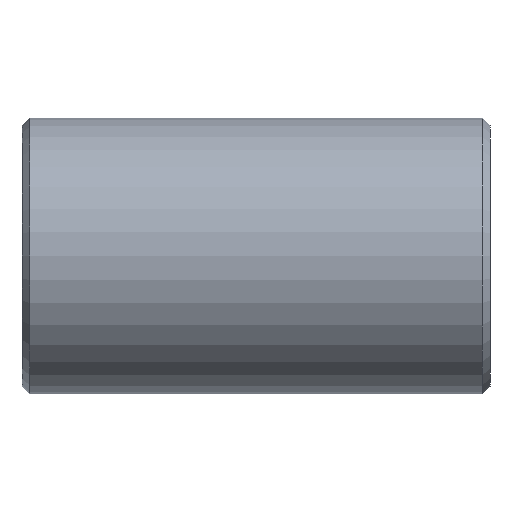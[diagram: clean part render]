
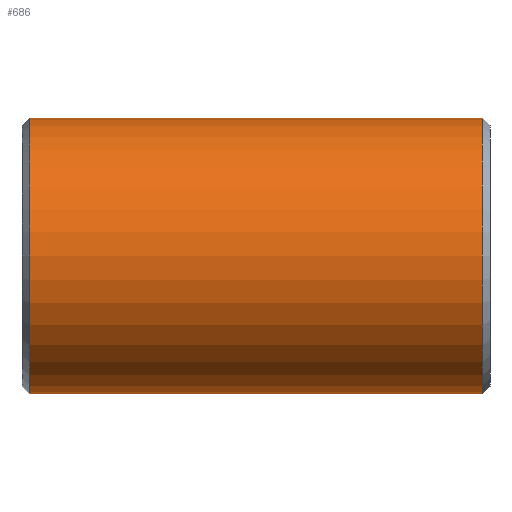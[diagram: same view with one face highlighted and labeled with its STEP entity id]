
A CAD part, front view. The second image highlights one B-rep face of the part: STEP entity #686.
In plain terms, the highlighted cylindrical face has radius 84.138 mm (diameter 168.275 mm), a partial arc.
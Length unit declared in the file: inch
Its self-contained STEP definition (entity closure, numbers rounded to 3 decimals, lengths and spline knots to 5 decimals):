
#64 = AXIS2_PLACEMENT_3D ( 'NONE', #693, #89, #485 ) ;
#81 = CARTESIAN_POINT ( 'NONE',  ( -5.43267, 0., 3.3125 ) ) ;
#89 = DIRECTION ( 'NONE',  ( 1., 0., 0. ) ) ;
#119 = ORIENTED_EDGE ( 'NONE', *, *, #589, .T. ) ;
#124 = VERTEX_POINT ( 'NONE', #81 ) ;
#146 = CARTESIAN_POINT ( 'NONE',  ( 5.43267, 0., -3.3125 ) ) ;
#199 = DIRECTION ( 'NONE',  ( -1., 0., 0. ) ) ;
#212 = CIRCLE ( 'NONE', #64, 3.3125 ) ;
#216 = DIRECTION ( 'NONE',  ( -1., 0., 0. ) ) ;
#236 = AXIS2_PLACEMENT_3D ( 'NONE', #725, #492, #685 ) ;
#242 = EDGE_LOOP ( 'NONE', ( #371, #765, #119, #252 ) ) ;
#249 = CARTESIAN_POINT ( 'NONE',  ( 5.62, 0., -3.3125 ) ) ;
#252 = ORIENTED_EDGE ( 'NONE', *, *, #340, .T. ) ;
#275 = AXIS2_PLACEMENT_3D ( 'NONE', #692, #755, #700 ) ;
#323 = FACE_OUTER_BOUND ( 'NONE', #242, .T. ) ;
#340 = EDGE_CURVE ( 'NONE', #124, #600, #212, .T. ) ;
#371 = ORIENTED_EDGE ( 'NONE', *, *, #398, .F. ) ;
#388 = CARTESIAN_POINT ( 'NONE',  ( 5.62, 0., 3.3125 ) ) ;
#398 = EDGE_CURVE ( 'NONE', #718, #600, #611, .T. ) ;
#412 = VECTOR ( 'NONE', #216, 39.37008 ) ;
#485 = DIRECTION ( 'NONE',  ( 0., 0., 1. ) ) ;
#492 = DIRECTION ( 'NONE',  ( -1., 0., 0. ) ) ;
#529 = VECTOR ( 'NONE', #199, 39.37008 ) ;
#530 = CIRCLE ( 'NONE', #275, 3.3125 ) ;
#558 = CYLINDRICAL_SURFACE ( 'NONE', #236, 3.3125 ) ;
#589 = EDGE_CURVE ( 'NONE', #659, #124, #689, .T. ) ;
#600 = VERTEX_POINT ( 'NONE', #624 ) ;
#611 = LINE ( 'NONE', #249, #412 ) ;
#624 = CARTESIAN_POINT ( 'NONE',  ( -5.43267, 0., -3.3125 ) ) ;
#659 = VERTEX_POINT ( 'NONE', #738 ) ;
#685 = DIRECTION ( 'NONE',  ( 0., 0., 1. ) ) ;
#686 = ADVANCED_FACE ( 'NONE', ( #323 ), #558, .T. ) ;
#689 = LINE ( 'NONE', #388, #529 ) ;
#692 = CARTESIAN_POINT ( 'NONE',  ( 5.43267, 0., 0. ) ) ;
#693 = CARTESIAN_POINT ( 'NONE',  ( -5.43267, 0., 0. ) ) ;
#700 = DIRECTION ( 'NONE',  ( 0., 0., -1. ) ) ;
#718 = VERTEX_POINT ( 'NONE', #146 ) ;
#725 = CARTESIAN_POINT ( 'NONE',  ( 5.62, 0., 0. ) ) ;
#738 = CARTESIAN_POINT ( 'NONE',  ( 5.43267, 0., 3.3125 ) ) ;
#755 = DIRECTION ( 'NONE',  ( -1., 0., 0. ) ) ;
#765 = ORIENTED_EDGE ( 'NONE', *, *, #789, .T. ) ;
#789 = EDGE_CURVE ( 'NONE', #718, #659, #530, .T. ) ;
